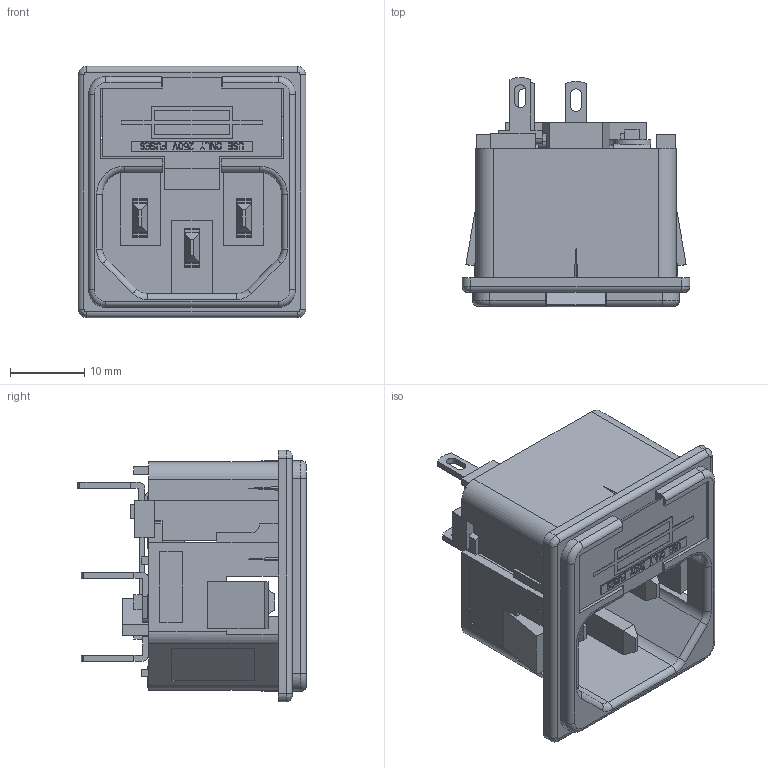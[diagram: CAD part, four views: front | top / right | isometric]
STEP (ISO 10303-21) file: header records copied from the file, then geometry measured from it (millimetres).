
FILE_DESCRIPTION (( 'STEP AP214' ), '1' );
FILE_NAME ('ACM-C4-N20SF-LC_3D.step', '2023-09-12T10:02:17', ( '' ), ( '' ), 'SwSTEP 2.0', 'SolidWorks 2022', '' );
FILE_SCHEMA (( 'AUTOMOTIVE_DESIGN' ));
Length unit declared in the file: millimetre
Products named in the file (1): ACM-C4-N20SF-LC_3D
Bounding box: 30.73 x 30.87 x 33.91 mm (x, y, z)
Volume: 7964.4 mm3; surface area: 12289.3 mm2
Topology: 13 solids, 13 shells, 1188 faces, 3353 edges, 2216 vertices
Faces by surface type: plane 1021, cylinder 149, torus 10, bspline 8
Entity records: 38233 total; most frequent: CARTESIAN_POINT 6930, ORIENTED_EDGE 6706, DIRECTION 6045, EDGE_CURVE 3353, VECTOR 3015, LINE 3015, VERTEX_POINT 2216, AXIS2_PLACEMENT_3D 1515
